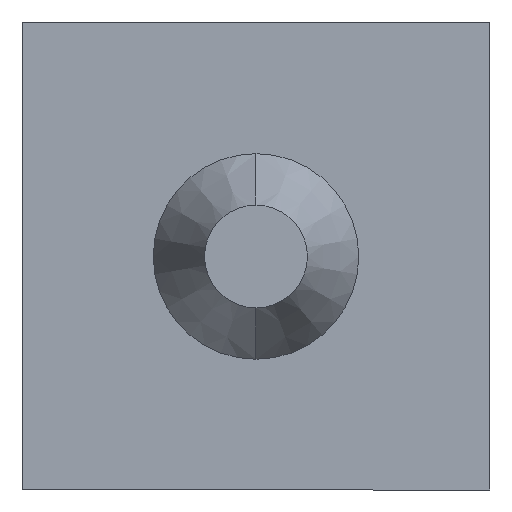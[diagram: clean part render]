
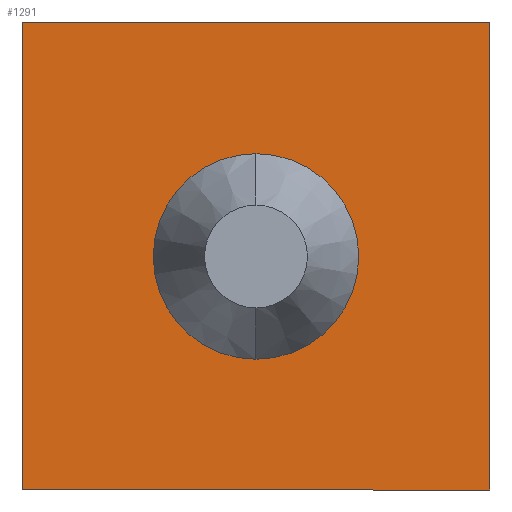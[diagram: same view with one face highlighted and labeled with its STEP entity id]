
A CAD part, left-side view. The second image highlights one B-rep face of the part: STEP entity #1291.
In plain terms, the highlighted planar face has unit normal (-1, 0, 0).
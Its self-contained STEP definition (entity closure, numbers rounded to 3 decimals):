
#13 = ORIENTED_EDGE ( 'NONE', *, *, #2408, .F. ) ;
#60 = DIRECTION ( 'NONE',  ( 0., 0., 1. ) ) ;
#81 = VECTOR ( 'NONE', #2208, 1000. ) ;
#183 = FACE_BOUND ( 'NONE', #2389, .T. ) ;
#199 = LINE ( 'NONE', #223, #1783 ) ;
#202 = LINE ( 'NONE', #1382, #2412 ) ;
#205 = DIRECTION ( 'NONE',  ( -1., 0., 0. ) ) ;
#219 = EDGE_CURVE ( 'NONE', #343, #1029, #202, .T. ) ;
#223 = CARTESIAN_POINT ( 'NONE',  ( 0., 1.27, -1.27 ) ) ;
#229 = VERTEX_POINT ( 'NONE', #2342 ) ;
#343 = VERTEX_POINT ( 'NONE', #618 ) ;
#353 = AXIS2_PLACEMENT_3D ( 'NONE', #1206, #2143, #390 ) ;
#390 = DIRECTION ( 'NONE',  ( 0., 0., 1. ) ) ;
#405 = EDGE_CURVE ( 'NONE', #229, #343, #2393, .T. ) ;
#516 = DIRECTION ( 'NONE',  ( -1., 0., 0. ) ) ;
#578 = ORIENTED_EDGE ( 'NONE', *, *, #219, .F. ) ;
#603 = CIRCLE ( 'NONE', #974, 0.559 ) ;
#618 = CARTESIAN_POINT ( 'NONE',  ( 0., -1.27, 1.27 ) ) ;
#825 = DIRECTION ( 'NONE',  ( 0., 0., 1. ) ) ;
#974 = AXIS2_PLACEMENT_3D ( 'NONE', #1186, #205, #825 ) ;
#984 = DIRECTION ( 'NONE',  ( 0., 1., 0. ) ) ;
#1029 = VERTEX_POINT ( 'NONE', #1558 ) ;
#1058 = CARTESIAN_POINT ( 'NONE',  ( 0., 0., 0. ) ) ;
#1135 = AXIS2_PLACEMENT_3D ( 'NONE', #1058, #516, #60 ) ;
#1172 = DIRECTION ( 'NONE',  ( 0., 0., 1. ) ) ;
#1186 = CARTESIAN_POINT ( 'NONE',  ( 0., 0., 0. ) ) ;
#1206 = CARTESIAN_POINT ( 'NONE',  ( 0., 0., 0. ) ) ;
#1213 = VERTEX_POINT ( 'NONE', #1700 ) ;
#1291 = ADVANCED_FACE ( 'NONE', ( #183, #1376 ), #1578, .T. ) ;
#1319 = EDGE_CURVE ( 'NONE', #1029, #1213, #199, .T. ) ;
#1351 = ORIENTED_EDGE ( 'NONE', *, *, #1918, .F. ) ;
#1376 = FACE_OUTER_BOUND ( 'NONE', #1476, .T. ) ;
#1382 = CARTESIAN_POINT ( 'NONE',  ( 0., -1.27, -1.27 ) ) ;
#1388 = EDGE_CURVE ( 'NONE', #1665, #2422, #603, .T. ) ;
#1476 = EDGE_LOOP ( 'NONE', ( #1650, #1351, #2245, #578 ) ) ;
#1495 = CIRCLE ( 'NONE', #1135, 0.559 ) ;
#1546 = DIRECTION ( 'NONE',  ( 0., 0., -1. ) ) ;
#1558 = CARTESIAN_POINT ( 'NONE',  ( 0., -1.27, -1.27 ) ) ;
#1562 = CARTESIAN_POINT ( 'NONE',  ( 0., 1.27, -1.27 ) ) ;
#1578 = PLANE ( 'NONE',  #353 ) ;
#1650 = ORIENTED_EDGE ( 'NONE', *, *, #405, .F. ) ;
#1665 = VERTEX_POINT ( 'NONE', #2181 ) ;
#1700 = CARTESIAN_POINT ( 'NONE',  ( 0., 1.27, -1.27 ) ) ;
#1783 = VECTOR ( 'NONE', #984, 1000. ) ;
#1848 = ORIENTED_EDGE ( 'NONE', *, *, #1388, .F. ) ;
#1918 = EDGE_CURVE ( 'NONE', #1213, #229, #1979, .T. ) ;
#1979 = LINE ( 'NONE', #1562, #2239 ) ;
#2023 = CARTESIAN_POINT ( 'NONE',  ( 0., 1.27, 1.27 ) ) ;
#2143 = DIRECTION ( 'NONE',  ( -1., 0., 0. ) ) ;
#2181 = CARTESIAN_POINT ( 'NONE',  ( 0., 0., 0.559 ) ) ;
#2208 = DIRECTION ( 'NONE',  ( 0., -1., 0. ) ) ;
#2239 = VECTOR ( 'NONE', #1172, 1000. ) ;
#2245 = ORIENTED_EDGE ( 'NONE', *, *, #1319, .F. ) ;
#2342 = CARTESIAN_POINT ( 'NONE',  ( 0., 1.27, 1.27 ) ) ;
#2389 = EDGE_LOOP ( 'NONE', ( #13, #1848 ) ) ;
#2393 = LINE ( 'NONE', #2023, #81 ) ;
#2408 = EDGE_CURVE ( 'NONE', #2422, #1665, #1495, .T. ) ;
#2412 = VECTOR ( 'NONE', #1546, 1000. ) ;
#2422 = VERTEX_POINT ( 'NONE', #2468 ) ;
#2468 = CARTESIAN_POINT ( 'NONE',  ( 0., 0., -0.559 ) ) ;
